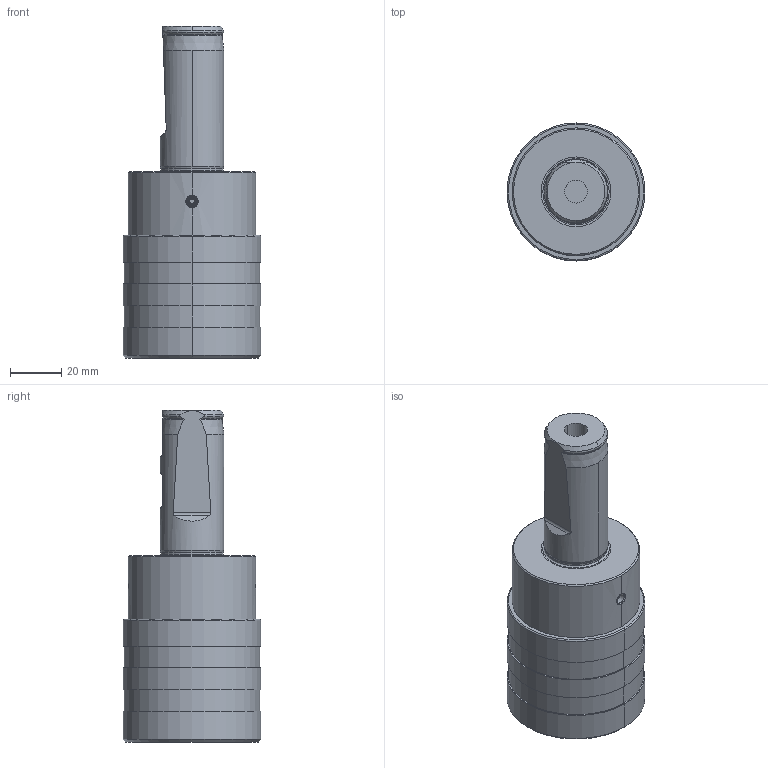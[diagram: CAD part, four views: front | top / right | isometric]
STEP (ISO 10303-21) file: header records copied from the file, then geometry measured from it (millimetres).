
FILE_DESCRIPTION((''),'2;1');
FILE_NAME('120_16_2520','2020-09-23T',('103090'),(''),'CREO PARAMETRIC BY PTC INC, 2016260','CREO PARAMETRIC BY PTC INC, 2016260','');
FILE_SCHEMA(('CONFIG_CONTROL_DESIGN'));
Length unit declared in the file: millimetre
Products named in the file (1): 120_16_2520
Bounding box: 54 x 54 x 130 mm (x, y, z)
Volume: 144575.4 mm3; surface area: 45741.5 mm2
Topology: 1 solids, 1 shells, 138 faces, 326 edges, 201 vertices
Faces by surface type: plane 49, cylinder 39, cone 30, torus 14, sphere 6
Entity records: 4348 total; most frequent: CARTESIAN_POINT 1160, DIRECTION 678, ORIENTED_EDGE 640, EDGE_CURVE 320, AXIS2_PLACEMENT_3D 281, VERTEX_POINT 201, EDGE_LOOP 155, CIRCLE 140
